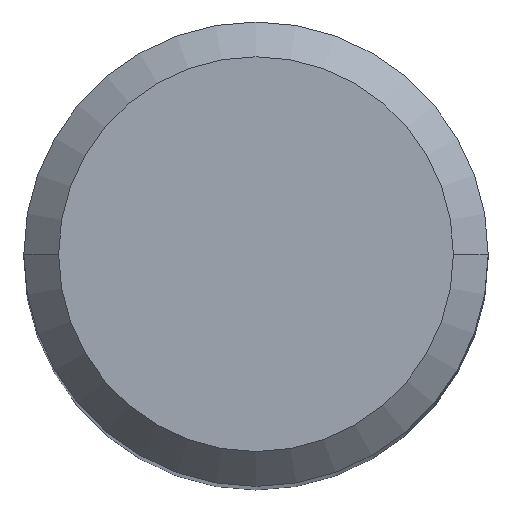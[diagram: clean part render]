
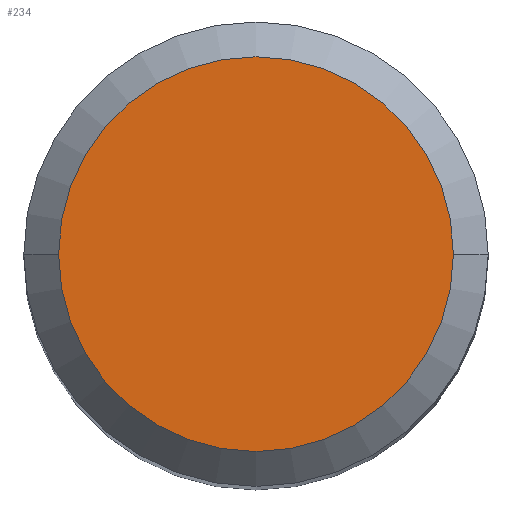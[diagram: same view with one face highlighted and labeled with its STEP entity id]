
A CAD part, top view. The second image highlights one B-rep face of the part: STEP entity #234.
In plain terms, the highlighted planar face has unit normal (0, 0, 1).
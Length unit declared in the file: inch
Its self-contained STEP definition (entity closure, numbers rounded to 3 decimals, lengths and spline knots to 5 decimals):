
#5 = EDGE_LOOP ( 'NONE', ( #73, #448 ) ) ;
#16 = CARTESIAN_POINT ( 'NONE',  ( 0., 0., 0. ) ) ;
#73 = ORIENTED_EDGE ( 'NONE', *, *, #391, .T. ) ;
#84 = AXIS2_PLACEMENT_3D ( 'NONE', #185, #379, #377 ) ;
#109 = FACE_OUTER_BOUND ( 'NONE', #5, .T. ) ;
#121 = DIRECTION ( 'NONE',  ( 1., 0., 0. ) ) ;
#137 = AXIS2_PLACEMENT_3D ( 'NONE', #191, #154, #228 ) ;
#154 = DIRECTION ( 'NONE',  ( 0., 0., 1. ) ) ;
#172 = CIRCLE ( 'NONE', #456, 0.13387 ) ;
#185 = CARTESIAN_POINT ( 'NONE',  ( 0., 0., 0. ) ) ;
#189 = CARTESIAN_POINT ( 'NONE',  ( -0.13387, 0., 0. ) ) ;
#191 = CARTESIAN_POINT ( 'NONE',  ( 0., 0., 0. ) ) ;
#228 = DIRECTION ( 'NONE',  ( 1., 0., 0. ) ) ;
#234 = ADVANCED_FACE ( 'NONE', ( #109 ), #310, .F. ) ;
#249 = VERTEX_POINT ( 'NONE', #189 ) ;
#262 = CARTESIAN_POINT ( 'NONE',  ( 0.13387, 0., 0. ) ) ;
#269 = EDGE_CURVE ( 'NONE', #280, #249, #466, .T. ) ;
#280 = VERTEX_POINT ( 'NONE', #262 ) ;
#310 = PLANE ( 'NONE',  #84 ) ;
#312 = DIRECTION ( 'NONE',  ( 0., 0., 1. ) ) ;
#377 = DIRECTION ( 'NONE',  ( -1., 0., 0. ) ) ;
#379 = DIRECTION ( 'NONE',  ( 0., 0., -1. ) ) ;
#391 = EDGE_CURVE ( 'NONE', #249, #280, #172, .T. ) ;
#448 = ORIENTED_EDGE ( 'NONE', *, *, #269, .T. ) ;
#456 = AXIS2_PLACEMENT_3D ( 'NONE', #16, #312, #121 ) ;
#466 = CIRCLE ( 'NONE', #137, 0.13387 ) ;
